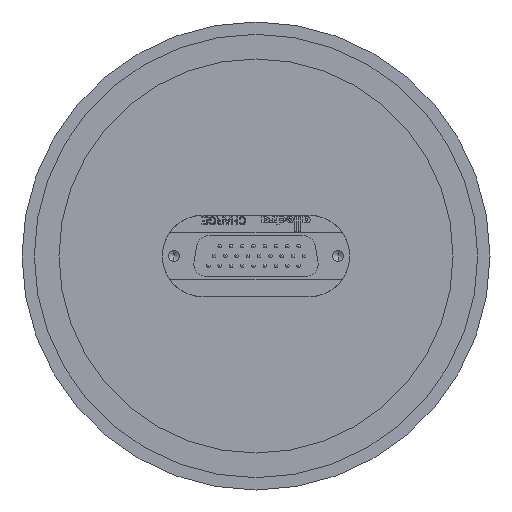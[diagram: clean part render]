
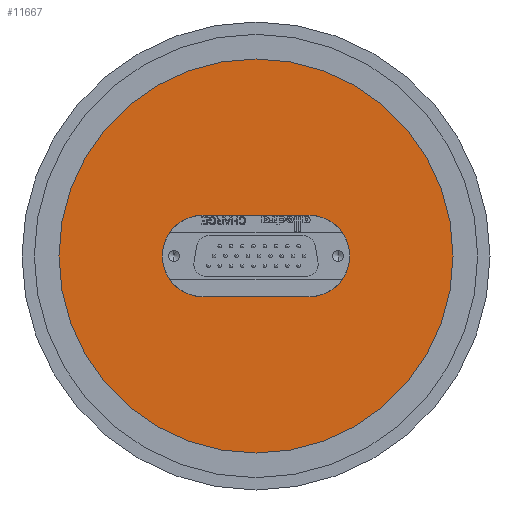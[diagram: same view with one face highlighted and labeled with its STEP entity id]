
A CAD part, front view. The second image highlights one B-rep face of the part: STEP entity #11667.
In plain terms, the highlighted planar face has unit normal (0, -1, 0).
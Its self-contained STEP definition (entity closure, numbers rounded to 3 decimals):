
#245 = DIRECTION ( 'NONE',  ( 0., -1., 0. ) ) ;
#440 = LINE ( 'NONE', #1033, #3084 ) ;
#641 = DIRECTION ( 'NONE',  ( 0., -1., 0. ) ) ;
#805 = CARTESIAN_POINT ( 'NONE',  ( 0., -12., 0. ) ) ;
#843 = VERTEX_POINT ( 'NONE', #5965 ) ;
#857 = DIRECTION ( 'NONE',  ( 0., -1., 0. ) ) ;
#1033 = CARTESIAN_POINT ( 'NONE',  ( -10.75, -12., -8.25 ) ) ;
#1606 = CARTESIAN_POINT ( 'NONE',  ( 0., -12., -40. ) ) ;
#1633 = VERTEX_POINT ( 'NONE', #5736 ) ;
#1709 = DIRECTION ( 'NONE',  ( 0., 0., -1. ) ) ;
#2167 = CARTESIAN_POINT ( 'NONE',  ( 0., -12., 40. ) ) ;
#2405 = ORIENTED_EDGE ( 'NONE', *, *, #9709, .T. ) ;
#2453 = LINE ( 'NONE', #6270, #7867 ) ;
#3067 = EDGE_LOOP ( 'NONE', ( #2405, #11147 ) ) ;
#3084 = VECTOR ( 'NONE', #7922, 1000. ) ;
#4013 = VERTEX_POINT ( 'NONE', #1606 ) ;
#4226 = EDGE_CURVE ( 'NONE', #7097, #4013, #7639, .T. ) ;
#4248 = ORIENTED_EDGE ( 'NONE', *, *, #6776, .T. ) ;
#4409 = ORIENTED_EDGE ( 'NONE', *, *, #8451, .T. ) ;
#4434 = CARTESIAN_POINT ( 'NONE',  ( 0., -12., -40. ) ) ;
#4499 = FACE_OUTER_BOUND ( 'NONE', #3067, .T. ) ;
#5283 = CIRCLE ( 'NONE', #6484, 8.25 ) ;
#5736 = CARTESIAN_POINT ( 'NONE',  ( -10.75, -12., -8.25 ) ) ;
#5965 = CARTESIAN_POINT ( 'NONE',  ( 10.75, -12., -8.25 ) ) ;
#6177 = DIRECTION ( 'NONE',  ( 0., 0., 1. ) ) ;
#6270 = CARTESIAN_POINT ( 'NONE',  ( -10.75, -12., 8.25 ) ) ;
#6369 = FACE_BOUND ( 'NONE', #9476, .T. ) ;
#6376 = DIRECTION ( 'NONE',  ( 0., 0., 1. ) ) ;
#6484 = AXIS2_PLACEMENT_3D ( 'NONE', #11959, #8355, #6177 ) ;
#6711 = CARTESIAN_POINT ( 'NONE',  ( -10.75, -12., 8.25 ) ) ;
#6776 = EDGE_CURVE ( 'NONE', #1633, #6861, #12099, .T. ) ;
#6795 = CARTESIAN_POINT ( 'NONE',  ( 0., -12., 0. ) ) ;
#6861 = VERTEX_POINT ( 'NONE', #6711 ) ;
#6968 = DIRECTION ( 'NONE',  ( 0., 0., -1. ) ) ;
#7077 = AXIS2_PLACEMENT_3D ( 'NONE', #805, #857, #1709 ) ;
#7097 = VERTEX_POINT ( 'NONE', #2167 ) ;
#7639 = CIRCLE ( 'NONE', #9449, 40. ) ;
#7867 = VECTOR ( 'NONE', #8947, 1000. ) ;
#7882 = CIRCLE ( 'NONE', #7077, 40. ) ;
#7922 = DIRECTION ( 'NONE',  ( -1., 0., 0. ) ) ;
#8176 = DIRECTION ( 'NONE',  ( 0., 1., 0. ) ) ;
#8250 = ORIENTED_EDGE ( 'NONE', *, *, #8737, .T. ) ;
#8355 = DIRECTION ( 'NONE',  ( 0., 1., 0. ) ) ;
#8451 = EDGE_CURVE ( 'NONE', #6861, #11736, #2453, .T. ) ;
#8737 = EDGE_CURVE ( 'NONE', #843, #1633, #440, .T. ) ;
#8852 = EDGE_CURVE ( 'NONE', #11736, #843, #5283, .T. ) ;
#8947 = DIRECTION ( 'NONE',  ( 1., 0., 0. ) ) ;
#9376 = PLANE ( 'NONE',  #12147 ) ;
#9449 = AXIS2_PLACEMENT_3D ( 'NONE', #6795, #245, #6968 ) ;
#9476 = EDGE_LOOP ( 'NONE', ( #4248, #4409, #11082, #8250 ) ) ;
#9709 = EDGE_CURVE ( 'NONE', #4013, #7097, #7882, .T. ) ;
#10882 = AXIS2_PLACEMENT_3D ( 'NONE', #11830, #8176, #6376 ) ;
#11074 = DIRECTION ( 'NONE',  ( 0., 0., -1. ) ) ;
#11082 = ORIENTED_EDGE ( 'NONE', *, *, #8852, .T. ) ;
#11147 = ORIENTED_EDGE ( 'NONE', *, *, #4226, .T. ) ;
#11276 = CARTESIAN_POINT ( 'NONE',  ( 10.75, -12., 8.25 ) ) ;
#11667 = ADVANCED_FACE ( 'NONE', ( #6369, #4499 ), #9376, .T. ) ;
#11736 = VERTEX_POINT ( 'NONE', #11276 ) ;
#11830 = CARTESIAN_POINT ( 'NONE',  ( -10.75, -12., 0. ) ) ;
#11959 = CARTESIAN_POINT ( 'NONE',  ( 10.75, -12., 0. ) ) ;
#12099 = CIRCLE ( 'NONE', #10882, 8.25 ) ;
#12147 = AXIS2_PLACEMENT_3D ( 'NONE', #4434, #641, #11074 ) ;
